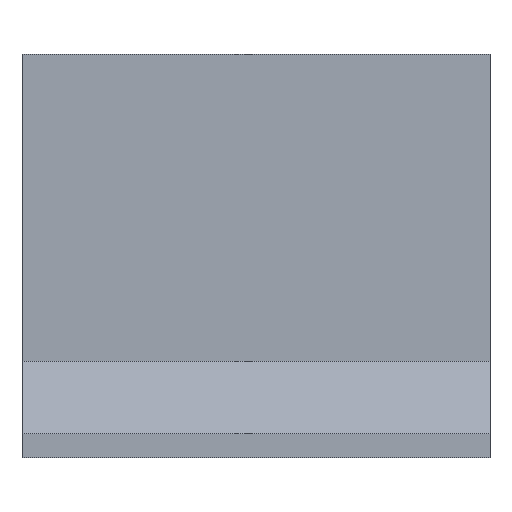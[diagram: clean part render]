
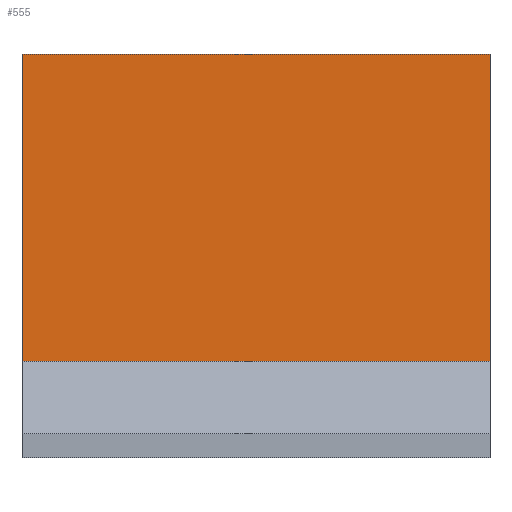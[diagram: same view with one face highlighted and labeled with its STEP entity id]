
A CAD part, front view. The second image highlights one B-rep face of the part: STEP entity #555.
In plain terms, the highlighted planar face has unit normal (0, -1, 0).
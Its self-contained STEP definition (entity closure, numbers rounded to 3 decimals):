
#40=FACE_OUTER_BOUND('',#68,.T.);
#68=EDGE_LOOP('',(#464,#465,#466,#467));
#96=LINE('',#794,#171);
#109=LINE('',#818,#184);
#135=LINE('',#872,#210);
#143=LINE('',#887,#218);
#171=VECTOR('',#645,10.);
#184=VECTOR('',#660,10.);
#210=VECTOR('',#710,10.);
#218=VECTOR('',#726,10.);
#243=VERTEX_POINT('',#791);
#244=VERTEX_POINT('',#793);
#254=VERTEX_POINT('',#816);
#270=VERTEX_POINT('',#871);
#298=EDGE_CURVE('',#244,#243,#96,.T.);
#311=EDGE_CURVE('',#254,#243,#109,.T.);
#338=EDGE_CURVE('',#270,#244,#135,.T.);
#346=EDGE_CURVE('',#270,#254,#143,.T.);
#464=ORIENTED_EDGE('',*,*,#338,.T.);
#465=ORIENTED_EDGE('',*,*,#298,.T.);
#466=ORIENTED_EDGE('',*,*,#311,.F.);
#467=ORIENTED_EDGE('',*,*,#346,.F.);
#527=PLANE('',#599);
#555=ADVANCED_FACE('',(#40),#527,.T.);
#599=AXIS2_PLACEMENT_3D('',#886,#724,#725);
#645=DIRECTION('',(0.,0.,1.));
#660=DIRECTION('',(1.,0.,0.));
#710=DIRECTION('',(1.,0.,0.));
#724=DIRECTION('center_axis',(0.,-1.,0.));
#725=DIRECTION('ref_axis',(1.,0.,0.));
#726=DIRECTION('',(0.,0.,1.));
#791=CARTESIAN_POINT('',(0.,-2.6,14.5));
#793=CARTESIAN_POINT('',(0.,-2.6,3.464));
#794=CARTESIAN_POINT('',(0.,-2.6,0.));
#816=CARTESIAN_POINT('',(-16.8,-2.6,14.5));
#818=CARTESIAN_POINT('',(0.,-2.6,14.5));
#871=CARTESIAN_POINT('',(-16.8,-2.6,3.464));
#872=CARTESIAN_POINT('',(-8.4,-2.6,3.464));
#886=CARTESIAN_POINT('Origin',(-16.8,-2.6,0.));
#887=CARTESIAN_POINT('',(-16.8,-2.6,0.));
